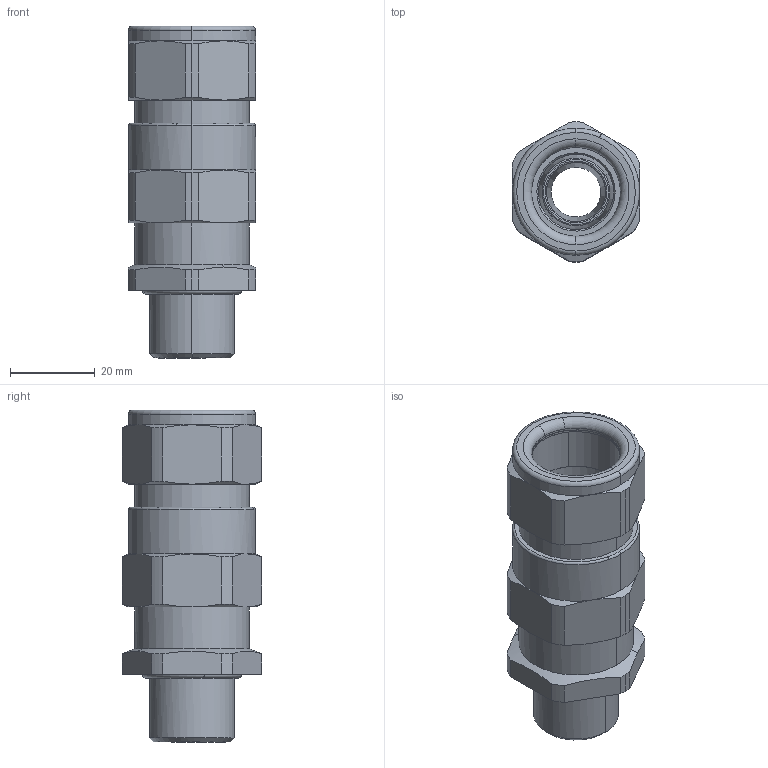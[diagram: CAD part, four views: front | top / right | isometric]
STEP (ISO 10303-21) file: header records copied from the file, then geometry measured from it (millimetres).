
FILE_DESCRIPTION(('CATIA V5 STEP Exchange','CAx-IF Rec.Pracs.--- Model Styling and Organization---1.4--- 2014-01-23'),'2;1');
FILE_NAME ('173336-2_1_1188860000_1188860000.stp','2020-12-02T01:31:48+00:00',('none'),('Weidmueller'),'CATIA Version 5-6 Release 2016 SP3 HF44','CATIA V5 STEP AP214','none');
FILE_SCHEMA(('AUTOMOTIVE_DESIGN { 1 0 10303 214 1 1 1 1 }'));
Length unit declared in the file: millimetre
Products named in the file (1): E1WF_M20-M20
Bounding box: 30 x 33 x 78.4 mm (x, y, z)
Volume: 28917 mm3; surface area: 23096.7 mm2
Topology: 5 solids, 5 shells, 235 faces, 547 edges, 336 vertices
Faces by surface type: cone 73, cylinder 72, torus 48, plane 42
Entity records: 6724 total; most frequent: CARTESIAN_POINT 1454, ORIENTED_EDGE 1094, DIRECTION 851, EDGE_CURVE 547, AXIS2_PLACEMENT_3D 519, VERTEX_POINT 336, CIRCLE 330, EDGE_LOOP 259
